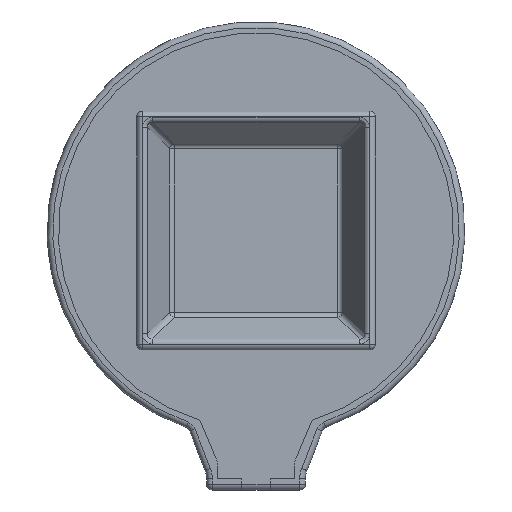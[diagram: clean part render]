
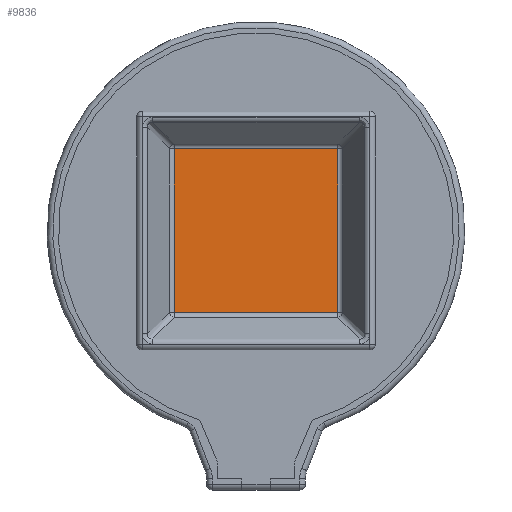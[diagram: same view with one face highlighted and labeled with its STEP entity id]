
A CAD part, front view. The second image highlights one B-rep face of the part: STEP entity #9836.
In plain terms, the highlighted planar face has unit normal (0, -1, 0).
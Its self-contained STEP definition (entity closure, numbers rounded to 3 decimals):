
#9059 = CYLINDRICAL_SURFACE('',#9060,1.);
#9060 = AXIS2_PLACEMENT_3D('',#9061,#9062,#9063);
#9061 = CARTESIAN_POINT('',(-15.2,-1.,14.582));
#9062 = DIRECTION('',(1.,0.,0.));
#9063 = DIRECTION('',(0.,0.447,0.894));
#9269 = CYLINDRICAL_SURFACE('',#9270,1.);
#9270 = AXIS2_PLACEMENT_3D('',#9271,#9272,#9273);
#9271 = CARTESIAN_POINT('',(-14.582,-1.,-15.2));
#9272 = DIRECTION('',(0.,0.,1.));
#9273 = DIRECTION('',(-0.894,0.447,0.));
#9303 = CYLINDRICAL_SURFACE('',#9304,1.);
#9304 = AXIS2_PLACEMENT_3D('',#9305,#9306,#9307);
#9305 = CARTESIAN_POINT('',(14.582,-1.,15.2));
#9306 = DIRECTION('',(0.,0.,-1.));
#9307 = DIRECTION('',(0.894,0.447,0.));
#9487 = CYLINDRICAL_SURFACE('',#9488,1.);
#9488 = AXIS2_PLACEMENT_3D('',#9489,#9490,#9491);
#9489 = CARTESIAN_POINT('',(15.2,-1.,-14.582));
#9490 = DIRECTION('',(-1.,0.,0.));
#9491 = DIRECTION('',(0.,0.447,-0.894));
#9504 = VERTEX_POINT('',#9505);
#9505 = CARTESIAN_POINT('',(-14.582,0.,14.582));
#9527 = EDGE_CURVE('',#9504,#9528,#9530,.T.);
#9528 = VERTEX_POINT('',#9529);
#9529 = CARTESIAN_POINT('',(14.582,0.,14.582));
#9530 = SURFACE_CURVE('',#9531,(#9535,#9542),.PCURVE_S1.);
#9531 = LINE('',#9532,#9533);
#9532 = CARTESIAN_POINT('',(-15.2,0.,14.582));
#9533 = VECTOR('',#9534,1.);
#9534 = DIRECTION('',(1.,0.,0.));
#9535 = PCURVE('',#9059,#9536);
#9536 = DEFINITIONAL_REPRESENTATION('',(#9537),#9541);
#9537 = LINE('',#9538,#9539);
#9538 = CARTESIAN_POINT('',(-1.107,0.));
#9539 = VECTOR('',#9540,1.);
#9540 = DIRECTION('',(-0.,1.));
#9541 = ( GEOMETRIC_REPRESENTATION_CONTEXT(2) 
PARAMETRIC_REPRESENTATION_CONTEXT() REPRESENTATION_CONTEXT('2D SPACE',''
  ) );
#9542 = PCURVE('',#9543,#9548);
#9543 = PLANE('',#9544);
#9544 = AXIS2_PLACEMENT_3D('',#9545,#9546,#9547);
#9545 = CARTESIAN_POINT('',(0.,0.,-5.877));
#9546 = DIRECTION('',(0.,1.,0.));
#9547 = DIRECTION('',(0.,0.,1.));
#9548 = DEFINITIONAL_REPRESENTATION('',(#9549),#9553);
#9549 = LINE('',#9550,#9551);
#9550 = CARTESIAN_POINT('',(20.459,-15.2));
#9551 = VECTOR('',#9552,1.);
#9552 = DIRECTION('',(0.,1.));
#9553 = ( GEOMETRIC_REPRESENTATION_CONTEXT(2) 
PARAMETRIC_REPRESENTATION_CONTEXT() REPRESENTATION_CONTEXT('2D SPACE',''
  ) );
#9648 = VERTEX_POINT('',#9649);
#9649 = CARTESIAN_POINT('',(-14.582,0.,-14.582));
#9671 = EDGE_CURVE('',#9648,#9504,#9672,.T.);
#9672 = SURFACE_CURVE('',#9673,(#9677,#9684),.PCURVE_S1.);
#9673 = LINE('',#9674,#9675);
#9674 = CARTESIAN_POINT('',(-14.582,0.,-15.2));
#9675 = VECTOR('',#9676,1.);
#9676 = DIRECTION('',(0.,0.,1.));
#9677 = PCURVE('',#9269,#9678);
#9678 = DEFINITIONAL_REPRESENTATION('',(#9679),#9683);
#9679 = LINE('',#9680,#9681);
#9680 = CARTESIAN_POINT('',(-1.107,0.));
#9681 = VECTOR('',#9682,1.);
#9682 = DIRECTION('',(-0.,1.));
#9683 = ( GEOMETRIC_REPRESENTATION_CONTEXT(2) 
PARAMETRIC_REPRESENTATION_CONTEXT() REPRESENTATION_CONTEXT('2D SPACE',''
  ) );
#9684 = PCURVE('',#9543,#9685);
#9685 = DEFINITIONAL_REPRESENTATION('',(#9686),#9690);
#9686 = LINE('',#9687,#9688);
#9687 = CARTESIAN_POINT('',(-9.323,-14.582));
#9688 = VECTOR('',#9689,1.);
#9689 = DIRECTION('',(1.,0.));
#9690 = ( GEOMETRIC_REPRESENTATION_CONTEXT(2) 
PARAMETRIC_REPRESENTATION_CONTEXT() REPRESENTATION_CONTEXT('2D SPACE',''
  ) );
#9699 = EDGE_CURVE('',#9528,#9700,#9702,.T.);
#9700 = VERTEX_POINT('',#9701);
#9701 = CARTESIAN_POINT('',(14.582,0.,-14.582));
#9702 = SURFACE_CURVE('',#9703,(#9707,#9714),.PCURVE_S1.);
#9703 = LINE('',#9704,#9705);
#9704 = CARTESIAN_POINT('',(14.582,0.,15.2));
#9705 = VECTOR('',#9706,1.);
#9706 = DIRECTION('',(0.,0.,-1.));
#9707 = PCURVE('',#9303,#9708);
#9708 = DEFINITIONAL_REPRESENTATION('',(#9709),#9713);
#9709 = LINE('',#9710,#9711);
#9710 = CARTESIAN_POINT('',(-1.107,0.));
#9711 = VECTOR('',#9712,1.);
#9712 = DIRECTION('',(-0.,1.));
#9713 = ( GEOMETRIC_REPRESENTATION_CONTEXT(2) 
PARAMETRIC_REPRESENTATION_CONTEXT() REPRESENTATION_CONTEXT('2D SPACE',''
  ) );
#9714 = PCURVE('',#9543,#9715);
#9715 = DEFINITIONAL_REPRESENTATION('',(#9716),#9720);
#9716 = LINE('',#9717,#9718);
#9717 = CARTESIAN_POINT('',(21.077,14.582));
#9718 = VECTOR('',#9719,1.);
#9719 = DIRECTION('',(-1.,0.));
#9720 = ( GEOMETRIC_REPRESENTATION_CONTEXT(2) 
PARAMETRIC_REPRESENTATION_CONTEXT() REPRESENTATION_CONTEXT('2D SPACE',''
  ) );
#9814 = EDGE_CURVE('',#9700,#9648,#9815,.T.);
#9815 = SURFACE_CURVE('',#9816,(#9820,#9827),.PCURVE_S1.);
#9816 = LINE('',#9817,#9818);
#9817 = CARTESIAN_POINT('',(15.2,0.,-14.582));
#9818 = VECTOR('',#9819,1.);
#9819 = DIRECTION('',(-1.,0.,0.));
#9820 = PCURVE('',#9487,#9821);
#9821 = DEFINITIONAL_REPRESENTATION('',(#9822),#9826);
#9822 = LINE('',#9823,#9824);
#9823 = CARTESIAN_POINT('',(-1.107,0.));
#9824 = VECTOR('',#9825,1.);
#9825 = DIRECTION('',(-0.,1.));
#9826 = ( GEOMETRIC_REPRESENTATION_CONTEXT(2) 
PARAMETRIC_REPRESENTATION_CONTEXT() REPRESENTATION_CONTEXT('2D SPACE',''
  ) );
#9827 = PCURVE('',#9543,#9828);
#9828 = DEFINITIONAL_REPRESENTATION('',(#9829),#9833);
#9829 = LINE('',#9830,#9831);
#9830 = CARTESIAN_POINT('',(-8.705,15.2));
#9831 = VECTOR('',#9832,1.);
#9832 = DIRECTION('',(0.,-1.));
#9833 = ( GEOMETRIC_REPRESENTATION_CONTEXT(2) 
PARAMETRIC_REPRESENTATION_CONTEXT() REPRESENTATION_CONTEXT('2D SPACE',''
  ) );
#9836 = ADVANCED_FACE('',(#9837),#9543,.F.);
#9837 = FACE_BOUND('',#9838,.F.);
#9838 = EDGE_LOOP('',(#9839,#9840,#9841,#9842));
#9839 = ORIENTED_EDGE('',*,*,#9699,.T.);
#9840 = ORIENTED_EDGE('',*,*,#9814,.T.);
#9841 = ORIENTED_EDGE('',*,*,#9671,.T.);
#9842 = ORIENTED_EDGE('',*,*,#9527,.T.);
